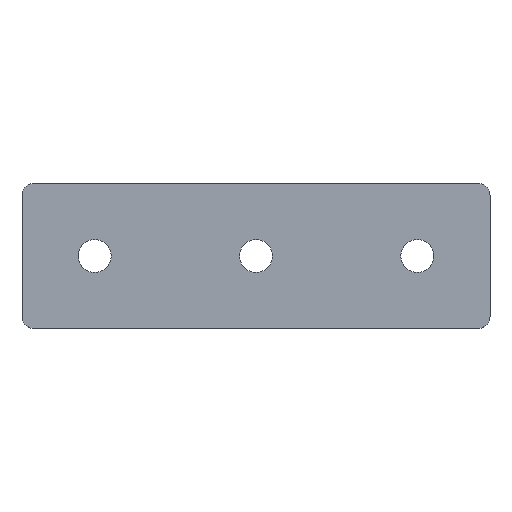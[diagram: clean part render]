
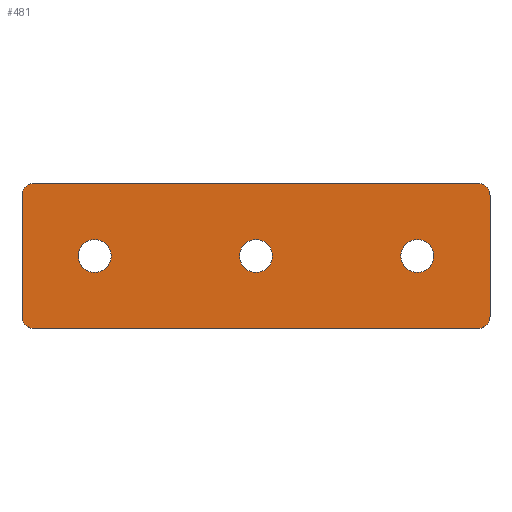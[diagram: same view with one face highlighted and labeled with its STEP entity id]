
A CAD part, top view. The second image highlights one B-rep face of the part: STEP entity #481.
In plain terms, the highlighted planar face has unit normal (0, 0, 1).
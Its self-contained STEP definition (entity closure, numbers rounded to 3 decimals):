
#17 = CARTESIAN_POINT ( 'NONE',  ( 98., 18., 3. ) ) ;
#23 = CARTESIAN_POINT ( 'NONE',  ( 44.1, 0., 3. ) ) ;
#24 = CARTESIAN_POINT ( 'NONE',  ( 95., 15., 3. ) ) ;
#29 = EDGE_CURVE ( 'NONE', #493, #496, #265, .T. ) ;
#35 = ORIENTED_EDGE ( 'NONE', *, *, #560, .F. ) ;
#39 = AXIS2_PLACEMENT_3D ( 'NONE', #416, #211, #292 ) ;
#44 = VERTEX_POINT ( 'NONE', #395 ) ;
#47 = CIRCLE ( 'NONE', #280, 3. ) ;
#51 = EDGE_CURVE ( 'NONE', #44, #493, #185, .T. ) ;
#54 = DIRECTION ( 'NONE',  ( 1., 0., 0. ) ) ;
#63 = EDGE_LOOP ( 'NONE', ( #171, #176 ) ) ;
#69 = CARTESIAN_POINT ( 'NONE',  ( 0., 0., 3. ) ) ;
#71 = CARTESIAN_POINT ( 'NONE',  ( 80., 0., 3. ) ) ;
#72 = CARTESIAN_POINT ( 'NONE',  ( -15., -18., 3. ) ) ;
#73 = DIRECTION ( 'NONE',  ( 0., 0., 1. ) ) ;
#76 = CARTESIAN_POINT ( 'NONE',  ( -4.1, 0., 3. ) ) ;
#77 = ORIENTED_EDGE ( 'NONE', *, *, #332, .T. ) ;
#93 = AXIS2_PLACEMENT_3D ( 'NONE', #168, #427, #173 ) ;
#111 = VECTOR ( 'NONE', #159, 1000. ) ;
#116 = EDGE_LOOP ( 'NONE', ( #161, #296 ) ) ;
#119 = CARTESIAN_POINT ( 'NONE',  ( 98., 15., 3. ) ) ;
#124 = EDGE_LOOP ( 'NONE', ( #35, #195 ) ) ;
#134 = VERTEX_POINT ( 'NONE', #226 ) ;
#137 = CIRCLE ( 'NONE', #417, 4.1 ) ;
#139 = AXIS2_PLACEMENT_3D ( 'NONE', #379, #554, #550 ) ;
#152 = VERTEX_POINT ( 'NONE', #401 ) ;
#159 = DIRECTION ( 'NONE',  ( 0., -1., 0. ) ) ;
#160 = DIRECTION ( 'NONE',  ( 1., 0., 0. ) ) ;
#161 = ORIENTED_EDGE ( 'NONE', *, *, #291, .F. ) ;
#162 = CARTESIAN_POINT ( 'NONE',  ( 75.9, 0., 3. ) ) ;
#163 = CARTESIAN_POINT ( 'NONE',  ( 40., 0., 3. ) ) ;
#168 = CARTESIAN_POINT ( 'NONE',  ( 40., 0., 3. ) ) ;
#170 = AXIS2_PLACEMENT_3D ( 'NONE', #515, #208, #198 ) ;
#171 = ORIENTED_EDGE ( 'NONE', *, *, #207, .F. ) ;
#173 = DIRECTION ( 'NONE',  ( 1., 0., 0. ) ) ;
#176 = ORIENTED_EDGE ( 'NONE', *, *, #458, .F. ) ;
#179 = EDGE_CURVE ( 'NONE', #210, #473, #462, .T. ) ;
#182 = CARTESIAN_POINT ( 'NONE',  ( -18., -18., 3. ) ) ;
#185 = CIRCLE ( 'NONE', #510, 3. ) ;
#195 = ORIENTED_EDGE ( 'NONE', *, *, #477, .F. ) ;
#197 = DIRECTION ( 'NONE',  ( 1., 0., 0. ) ) ;
#198 = DIRECTION ( 'NONE',  ( 1., 0., 0. ) ) ;
#201 = DIRECTION ( 'NONE',  ( 0., 0., 1. ) ) ;
#202 = FACE_OUTER_BOUND ( 'NONE', #282, .T. ) ;
#207 = EDGE_CURVE ( 'NONE', #564, #152, #355, .T. ) ;
#208 = DIRECTION ( 'NONE',  ( 0., 0., 1. ) ) ;
#210 = VERTEX_POINT ( 'NONE', #364 ) ;
#211 = DIRECTION ( 'NONE',  ( 0., 0., 1. ) ) ;
#212 = PLANE ( 'NONE',  #139 ) ;
#216 = CIRCLE ( 'NONE', #39, 3. ) ;
#220 = ORIENTED_EDGE ( 'NONE', *, *, #264, .T. ) ;
#226 = CARTESIAN_POINT ( 'NONE',  ( -18., 15., 3. ) ) ;
#237 = VECTOR ( 'NONE', #54, 1000. ) ;
#238 = AXIS2_PLACEMENT_3D ( 'NONE', #71, #201, #553 ) ;
#245 = FACE_BOUND ( 'NONE', #124, .T. ) ;
#247 = ORIENTED_EDGE ( 'NONE', *, *, #439, .T. ) ;
#248 = CARTESIAN_POINT ( 'NONE',  ( 84.1, 0., 3. ) ) ;
#249 = AXIS2_PLACEMENT_3D ( 'NONE', #69, #73, #160 ) ;
#250 = DIRECTION ( 'NONE',  ( -1., 0., 0. ) ) ;
#254 = FACE_BOUND ( 'NONE', #116, .T. ) ;
#255 = VERTEX_POINT ( 'NONE', #119 ) ;
#256 = DIRECTION ( 'NONE',  ( 0., 0., 1. ) ) ;
#260 = CIRCLE ( 'NONE', #170, 4.1 ) ;
#264 = EDGE_CURVE ( 'NONE', #547, #255, #289, .T. ) ;
#265 = LINE ( 'NONE', #182, #237 ) ;
#277 = VERTEX_POINT ( 'NONE', #248 ) ;
#280 = AXIS2_PLACEMENT_3D ( 'NONE', #24, #375, #472 ) ;
#282 = EDGE_LOOP ( 'NONE', ( #387, #77, #220, #247, #299, #403, #505, #411 ) ) ;
#285 = DIRECTION ( 'NONE',  ( -1., 0., 0. ) ) ;
#288 = CARTESIAN_POINT ( 'NONE',  ( 98., -15., 3. ) ) ;
#289 = LINE ( 'NONE', #551, #343 ) ;
#291 = EDGE_CURVE ( 'NONE', #315, #277, #137, .T. ) ;
#292 = DIRECTION ( 'NONE',  ( -1., 0., 0. ) ) ;
#295 = DIRECTION ( 'NONE',  ( 1., 0., 0. ) ) ;
#296 = ORIENTED_EDGE ( 'NONE', *, *, #353, .F. ) ;
#298 = CARTESIAN_POINT ( 'NONE',  ( 95., -18., 3. ) ) ;
#299 = ORIENTED_EDGE ( 'NONE', *, *, #179, .T. ) ;
#303 = CIRCLE ( 'NONE', #451, 3. ) ;
#307 = DIRECTION ( 'NONE',  ( -1., 0., 0. ) ) ;
#315 = VERTEX_POINT ( 'NONE', #162 ) ;
#321 = CIRCLE ( 'NONE', #93, 4.1 ) ;
#331 = DIRECTION ( 'NONE',  ( 0., 0., 1. ) ) ;
#332 = EDGE_CURVE ( 'NONE', #496, #547, #216, .T. ) ;
#333 = VERTEX_POINT ( 'NONE', #23 ) ;
#334 = DIRECTION ( 'NONE',  ( 0., 0., 1. ) ) ;
#336 = CIRCLE ( 'NONE', #396, 4.1 ) ;
#343 = VECTOR ( 'NONE', #420, 1000. ) ;
#353 = EDGE_CURVE ( 'NONE', #277, #315, #543, .T. ) ;
#355 = CIRCLE ( 'NONE', #249, 4.1 ) ;
#363 = CARTESIAN_POINT ( 'NONE',  ( -15., 18., 3. ) ) ;
#364 = CARTESIAN_POINT ( 'NONE',  ( 95., 18., 3. ) ) ;
#365 = VERTEX_POINT ( 'NONE', #408 ) ;
#375 = DIRECTION ( 'NONE',  ( 0., 0., 1. ) ) ;
#379 = CARTESIAN_POINT ( 'NONE',  ( 0., 0., 3. ) ) ;
#384 = LINE ( 'NONE', #456, #111 ) ;
#387 = ORIENTED_EDGE ( 'NONE', *, *, #29, .T. ) ;
#395 = CARTESIAN_POINT ( 'NONE',  ( -18., -15., 3. ) ) ;
#396 = AXIS2_PLACEMENT_3D ( 'NONE', #163, #331, #295 ) ;
#397 = CARTESIAN_POINT ( 'NONE',  ( -15., -15., 3. ) ) ;
#401 = CARTESIAN_POINT ( 'NONE',  ( 4.1, 0., 3. ) ) ;
#403 = ORIENTED_EDGE ( 'NONE', *, *, #504, .T. ) ;
#405 = CARTESIAN_POINT ( 'NONE',  ( 80., 0., 3. ) ) ;
#408 = CARTESIAN_POINT ( 'NONE',  ( 35.9, 0., 3. ) ) ;
#411 = ORIENTED_EDGE ( 'NONE', *, *, #51, .T. ) ;
#416 = CARTESIAN_POINT ( 'NONE',  ( 95., -15., 3. ) ) ;
#417 = AXIS2_PLACEMENT_3D ( 'NONE', #405, #334, #197 ) ;
#420 = DIRECTION ( 'NONE',  ( 0., 1., 0. ) ) ;
#427 = DIRECTION ( 'NONE',  ( 0., 0., 1. ) ) ;
#439 = EDGE_CURVE ( 'NONE', #255, #210, #47, .T. ) ;
#440 = DIRECTION ( 'NONE',  ( 0., 0., 1. ) ) ;
#451 = AXIS2_PLACEMENT_3D ( 'NONE', #474, #256, #250 ) ;
#456 = CARTESIAN_POINT ( 'NONE',  ( -18., 18., 3. ) ) ;
#458 = EDGE_CURVE ( 'NONE', #152, #564, #260, .T. ) ;
#462 = LINE ( 'NONE', #17, #489 ) ;
#472 = DIRECTION ( 'NONE',  ( -1., 0., 0. ) ) ;
#473 = VERTEX_POINT ( 'NONE', #363 ) ;
#474 = CARTESIAN_POINT ( 'NONE',  ( -15., 15., 3. ) ) ;
#477 = EDGE_CURVE ( 'NONE', #333, #365, #321, .T. ) ;
#481 = ADVANCED_FACE ( 'NONE', ( #254, #245, #507, #202 ), #212, .F. ) ;
#489 = VECTOR ( 'NONE', #285, 1000. ) ;
#493 = VERTEX_POINT ( 'NONE', #72 ) ;
#496 = VERTEX_POINT ( 'NONE', #298 ) ;
#504 = EDGE_CURVE ( 'NONE', #473, #134, #303, .T. ) ;
#505 = ORIENTED_EDGE ( 'NONE', *, *, #524, .T. ) ;
#507 = FACE_BOUND ( 'NONE', #63, .T. ) ;
#510 = AXIS2_PLACEMENT_3D ( 'NONE', #397, #440, #307 ) ;
#515 = CARTESIAN_POINT ( 'NONE',  ( 0., 0., 3. ) ) ;
#524 = EDGE_CURVE ( 'NONE', #134, #44, #384, .T. ) ;
#543 = CIRCLE ( 'NONE', #238, 4.1 ) ;
#547 = VERTEX_POINT ( 'NONE', #288 ) ;
#550 = DIRECTION ( 'NONE',  ( -1., 0., 0. ) ) ;
#551 = CARTESIAN_POINT ( 'NONE',  ( 98., -18., 3. ) ) ;
#553 = DIRECTION ( 'NONE',  ( 1., 0., 0. ) ) ;
#554 = DIRECTION ( 'NONE',  ( 0., 0., -1. ) ) ;
#560 = EDGE_CURVE ( 'NONE', #365, #333, #336, .T. ) ;
#564 = VERTEX_POINT ( 'NONE', #76 ) ;
